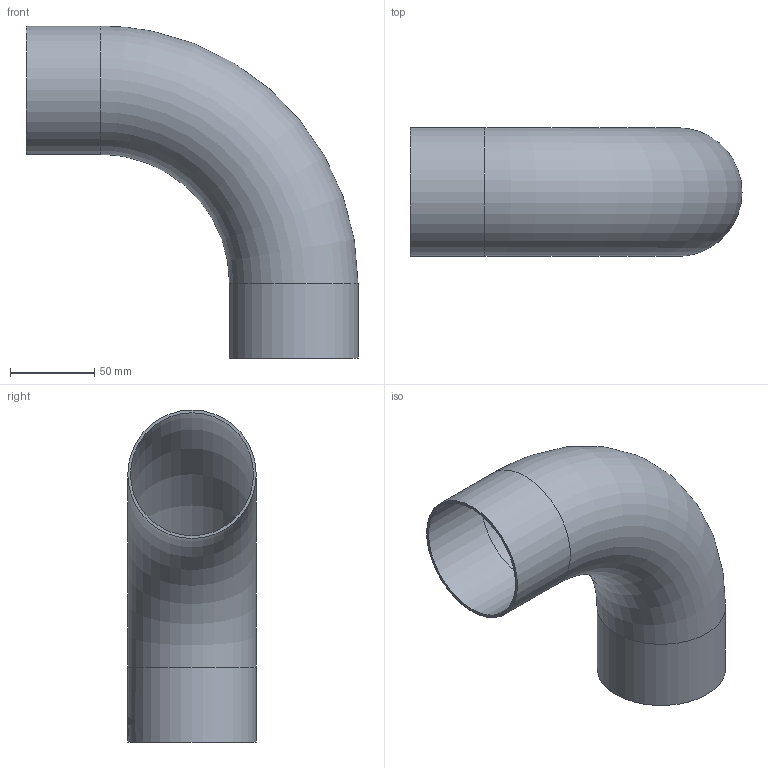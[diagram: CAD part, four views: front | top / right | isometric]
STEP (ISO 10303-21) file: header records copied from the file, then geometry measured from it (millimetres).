
FILE_DESCRIPTION(/* description */ (''),/* implementation_level */ '2;1');
FILE_NAME(/* name */ 'S2S-3.stp',/* time_stamp */ '2018-11-16T10:32:47-05:00',/* author */ ('rick'),/* organization */ (''),/* preprocessor_version */ 'ST-DEVELOPER v15.2',/* originating_system */ 'Autodesk Inventor 2014',/* authorisation */ '');
FILE_SCHEMA (('AUTOMOTIVE_DESIGN { 1 0 10303 214 3 1 1 }'));
Length unit declared in the file: inch
Products named in the file (1): S2S-3
Bounding box: 196.85 x 76.2 x 196.85 mm (x, y, z)
Volume: 103790.5 mm3; surface area: 126548.2 mm2
Topology: 1 solids, 1 shells, 322 faces, 878 edges, 585 vertices
Faces by surface type: bspline 181, plane 108, cylinder 31, torus 2
Full cylindrical faces by diameter (mm): 72.898 x2, 76.2 x2
Entity records: 13409 total; most frequent: CARTESIAN_POINT 6373, ORIENTED_EDGE 1738, DIRECTION 915, EDGE_CURVE 869, VERTEX_POINT 582, LINE 383, VECTOR 383, B_SPLINE_CURVE_WITH_KNOTS 362
